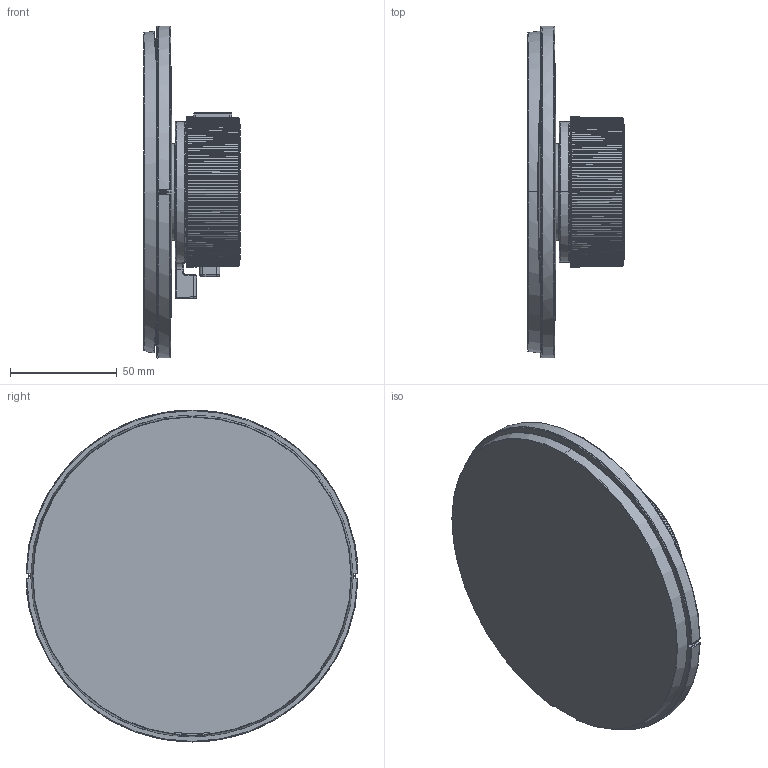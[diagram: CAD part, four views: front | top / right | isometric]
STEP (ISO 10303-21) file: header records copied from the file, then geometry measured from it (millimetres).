
FILE_DESCRIPTION(('CATIA V6 STEP','CAx-IF Rec.Pracs.--- Model Styling and Organization---1.5--- 2016-08-15','CAx-IF Rec.Pracs.---Supplemental Geometry---1.0---2011-11-01','CAx-IF Rec.Pracs.--- Composite Materials ---3.4---2017-06-13','CAx-IF Rec.Pracs.---Tessellated 3D Geometry---1.0---2015-12-17'),'2;1');
FILE_NAME('prd-HG-00475267.stp','2023-07-18T09:53:29+00:00',('none'),('none'),'3DEXPERIENCE Platform3DEXPERIENCE R2021x HotFix 8','3DEXPERIENCE Platform STEP AP242 v2','none');
FILE_SCHEMA(('AP242_MANAGED_MODEL_BASED_3D_ENGINEERING_MIM_LF {1 0 10303 442 1 1 4}'));
Products named in the file (12): P-2_AX_ShowerSel._NM_Th.UP_1V_u_2V_rund; P-2_Volumengriff_AX_iBox_next; P-2_Thermostatgriff_D70_kpl._iBox_next; P-2_Thermostatgriff_D70_AX_iBox_next; P-2_Pin_Thermostatgriff_D70_AX_iBox_next; P-2_Abdeckung_Th.griff_D70_AX_iBox_next; V5_P_2_Taste_Therm.griff_Select_iBox_Next; V5_P_2_Traegerrosette_kpl.rund_T30_iBoxNext; V5_P_2_Traegerrosette_rund_Select_iBox_Next; V5_P_2_Traegrosette_fest_Ther.Select_iBoxNe; V5_P_2_Einsatz_Markierung_iBox_Next; V5_P_2_Blende_S_Thermostat_Select_iBoxNext
Assembly tree (13 placements, depth 3):
  P-2_AX_ShowerSel._NM_Th.UP_1V_u_2V_rund
    P-2_Volumengriff_AX_iBox_next
    P-2_Thermostatgriff_D70_kpl._iBox_next
      P-2_Thermostatgriff_D70_AX_iBox_next
      P-2_Pin_Thermostatgriff_D70_AX_iBox_next
      P-2_Abdeckung_Th.griff_D70_AX_iBox_next
      V5_P_2_Taste_Therm.griff_Select_iBox_Next
    V5_P_2_Traegerrosette_kpl.rund_T30_iBoxNext
      V5_P_2_Traegerrosette_rund_Select_iBox_Next
      V5_P_2_Traegrosette_fest_Ther.Select_iBoxNe
      V5_P_2_Einsatz_Markierung_iBox_Next  x2
    V5_P_2_Blende_S_Thermostat_Select_iBoxNext  x2
Bounding box: 45 x 155.18 x 155.19 mm (x, y, z)
Volume: 384070.7 mm3; surface area: 113352.4 mm2
Topology: 11 solids, 11 shells, 1856 faces, 4252 edges, 2393 vertices
Faces by surface type: bspline 1190, cone 393, cylinder 114, plane 91, torus 38, sphere 22, extrusion 8
Entity records: 109296 total; most frequent: CARTESIAN_POINT 81045, ORIENTED_EDGE 7898, EDGE_CURVE 3949, B_SPLINE_CURVE_WITH_KNOTS 3355, VERTEX_POINT 2232, DIRECTION 1818, EDGE_LOOP 1737, ADVANCED_FACE 1736
